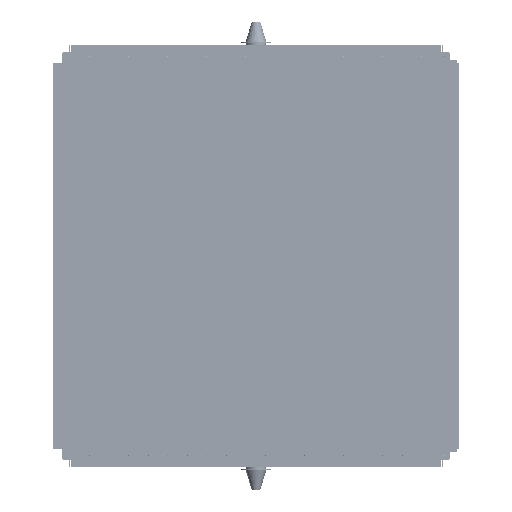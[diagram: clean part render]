
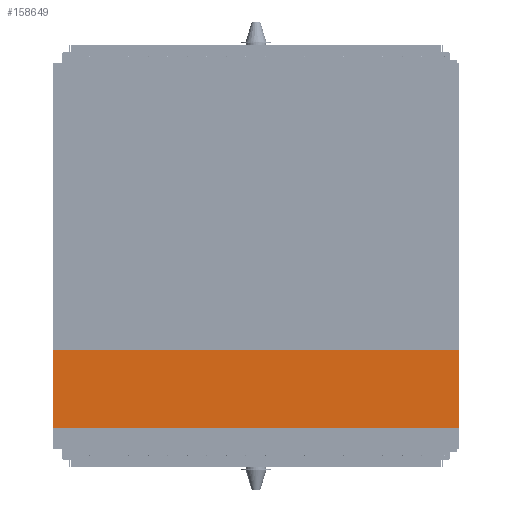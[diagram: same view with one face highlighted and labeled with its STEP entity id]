
A CAD part, front view. The second image highlights one B-rep face of the part: STEP entity #158649.
In plain terms, the highlighted face is planar.
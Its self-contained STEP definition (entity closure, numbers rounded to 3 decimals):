
#158478=CARTESIAN_POINT('',(-510.32,159.788,-2080.085));
#158479=VERTEX_POINT('',#158478);
#158496=CARTESIAN_POINT('',(-510.32,159.788,0.0));
#158497=VERTEX_POINT('',#158496);
#158504=CARTESIAN_POINT('',(-510.32,159.788,0.0));
#158505=DIRECTION('',(0.0,0.0,-1.0));
#158506=VECTOR('',#158505,2080.085);
#158507=LINE('',#158504,#158506);
#158508=EDGE_CURVE('',#158497,#158479,#158507,.T.);
#158602=CARTESIAN_POINT('',(-110.32,159.788,-2080.085));
#158603=VERTEX_POINT('',#158602);
#158610=CARTESIAN_POINT('',(-110.32,159.788,0.0));
#158611=VERTEX_POINT('',#158610);
#158612=CARTESIAN_POINT('',(-110.32,159.788,0.0));
#158613=DIRECTION('',(0.0,0.0,-1.0));
#158614=VECTOR('',#158613,2080.085);
#158615=LINE('',#158612,#158614);
#158616=EDGE_CURVE('',#158611,#158603,#158615,.T.);
#158628=CARTESIAN_POINT('',(-110.32,159.788,0.0));
#158629=DIRECTION('',(0.0,1.0,0.0));
#158630=DIRECTION('',(0.0,0.0,1.0));
#158631=AXIS2_PLACEMENT_3D('',#158628,#158629,#158630);
#158632=PLANE('',#158631);
#158633=CARTESIAN_POINT('',(-110.32,159.788,-2080.085));
#158634=DIRECTION('',(-1.0,0.0,0.0));
#158635=VECTOR('',#158634,400.0);
#158636=LINE('',#158633,#158635);
#158637=EDGE_CURVE('',#158603,#158479,#158636,.T.);
#158638=ORIENTED_EDGE('',*,*,#158637,.T.);
#158639=ORIENTED_EDGE('',*,*,#158508,.F.);
#158640=CARTESIAN_POINT('',(-510.32,159.788,0.0));
#158641=DIRECTION('',(1.0,0.0,0.0));
#158642=VECTOR('',#158641,400.0);
#158643=LINE('',#158640,#158642);
#158644=EDGE_CURVE('',#158497,#158611,#158643,.T.);
#158645=ORIENTED_EDGE('',*,*,#158644,.T.);
#158646=ORIENTED_EDGE('',*,*,#158616,.T.);
#158647=EDGE_LOOP('',(#158638,#158639,#158645,#158646));
#158648=FACE_OUTER_BOUND('',#158647,.T.);
#158649=ADVANCED_FACE('',(#158648),#158632,.T.);
